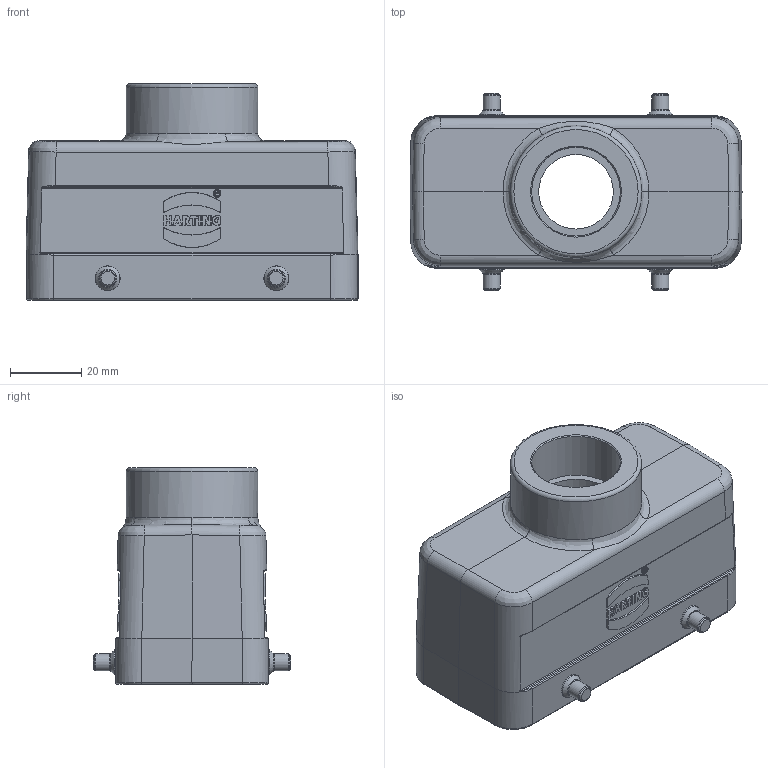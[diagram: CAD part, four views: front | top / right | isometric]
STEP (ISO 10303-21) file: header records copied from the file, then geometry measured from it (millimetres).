
FILE_DESCRIPTION(/* description */ (''),/* implementation_level */ '2;1');
FILE_NAME(/* name */ '100095137ugm000_c.stp',/* time_stamp */ '2017-11-03T12:16:05+01:00',/* author */ (''),/* organization */ (''),/* preprocessor_version */ 'ST-DEVELOPER v16',/* originating_system */ 'SIEMENS PLM Software NX 10.0',/* authorisation */ '');
FILE_SCHEMA (('AUTOMOTIVE_DESIGN { 1 0 10303 214 3 1 1 1 }'));
Length unit declared in the file: millimetre
Products named in the file (1): 100095137ugm000_c
Bounding box: 93.5 x 55.6 x 61 mm (x, y, z)
Volume: 54528.5 mm3; surface area: 32455.4 mm2
Topology: 1 solids, 1 shells, 457 faces, 1623 edges, 1703 vertices
Faces by surface type: plane 241, cylinder 93, bspline 90, torus 18, cone 15
Full cylindrical faces by diameter (mm): 3 x4, 4 x4, 4.8 x4, 7 x4, 21 x1, 25 x1, 37 x1
Entity records: 21873 total; most frequent: CARTESIAN_POINT 7115, ORIENTED_EDGE 2102, DIRECTION 2069, EDGE_CURVE 1051, LINE 787, VECTOR 787, PRESENTATION_STYLE_ASSIGNMENT 747, VERTEX_POINT 691
